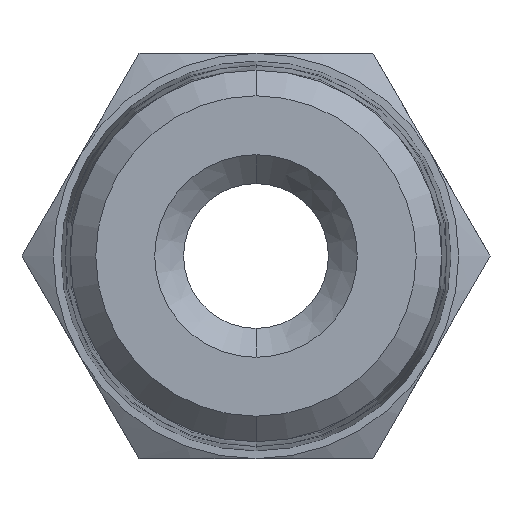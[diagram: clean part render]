
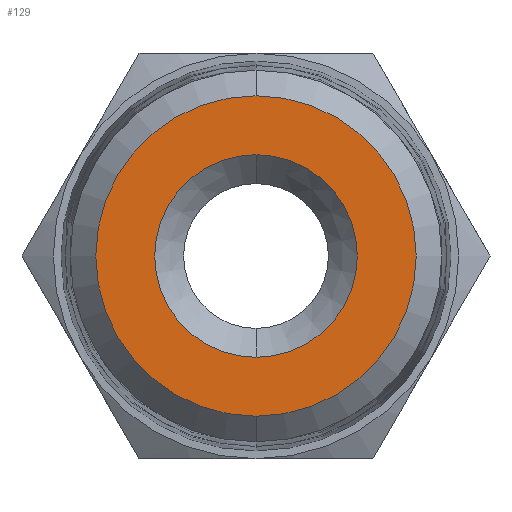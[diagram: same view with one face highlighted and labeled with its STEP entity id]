
A CAD part, left-side view. The second image highlights one B-rep face of the part: STEP entity #129.
In plain terms, the highlighted planar face has unit normal (-1, 0, 0).
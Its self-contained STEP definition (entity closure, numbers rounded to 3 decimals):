
#129=ADVANCED_FACE('E12',(#275,#276),#277,.T.);
#275=FACE_OUTER_BOUND('',#434,.T.);
#276=FACE_BOUND('',#435,.T.);
#277=PLANE('',#436);
#434=EDGE_LOOP('',(#722,#723));
#435=EDGE_LOOP('',(#724,#725));
#436=AXIS2_PLACEMENT_3D('',#726,#727,#728);
#722=ORIENTED_EDGE('',*,*,#1004,.T.);
#723=ORIENTED_EDGE('',*,*,#1005,.T.);
#724=ORIENTED_EDGE('',*,*,#929,.F.);
#725=ORIENTED_EDGE('',*,*,#951,.F.);
#726=CARTESIAN_POINT('',(0.0,0.,0.0));
#727=DIRECTION('',(-1.0,0.,-0.0));
#728=DIRECTION('',(0.,1.0,0.0));
#929=EDGE_CURVE('E13',#1105,#1101,#1107,.T.);
#951=EDGE_CURVE('E13',#1101,#1105,#1137,.T.);
#1004=EDGE_CURVE('E14',#1208,#1209,#1210,.T.);
#1005=EDGE_CURVE('E14',#1209,#1208,#1211,.T.);
#1101=VERTEX_POINT('NONE',#1330);
#1105=VERTEX_POINT('NONE',#1335);
#1107=CIRCLE('',#1338,3.5);
#1137=CIRCLE('',#1394,3.5);
#1208=VERTEX_POINT('NONE',#1537);
#1209=VERTEX_POINT('NONE',#1538);
#1210=CIRCLE('',#1539,5.535);
#1211=CIRCLE('',#1540,5.535);
#1330=CARTESIAN_POINT('',(0.,0.,-3.5));
#1335=CARTESIAN_POINT('',(0.,0.,3.5));
#1338=AXIS2_PLACEMENT_3D('',#1685,#1686,#1687);
#1394=AXIS2_PLACEMENT_3D('',#1710,#1711,#1712);
#1537=CARTESIAN_POINT('',(0.,0.,5.535));
#1538=CARTESIAN_POINT('',(0.,0.,-5.535));
#1539=AXIS2_PLACEMENT_3D('',#1769,#1770,#1771);
#1540=AXIS2_PLACEMENT_3D('',#1772,#1773,#1774);
#1685=CARTESIAN_POINT('',(0.,0.0,0.0));
#1686=DIRECTION('',(-1.0,0.,0.0));
#1687=DIRECTION('',(0.,-1.0,0.0));
#1710=CARTESIAN_POINT('',(0.,0.0,0.0));
#1711=DIRECTION('',(-1.0,0.,0.0));
#1712=DIRECTION('',(0.,-1.0,0.0));
#1769=CARTESIAN_POINT('',(0.0,0.,0.0));
#1770=DIRECTION('',(-1.0,0.,-0.0));
#1771=DIRECTION('',(0.0,0.0,-1.0));
#1772=CARTESIAN_POINT('',(0.0,0.,0.0));
#1773=DIRECTION('',(-1.0,0.,-0.0));
#1774=DIRECTION('',(0.0,0.0,-1.0));
